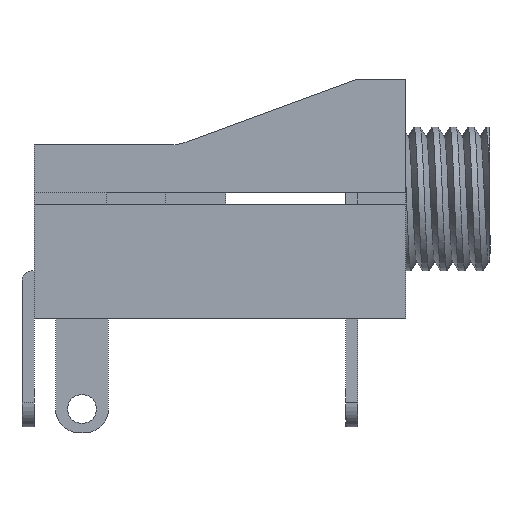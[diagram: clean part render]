
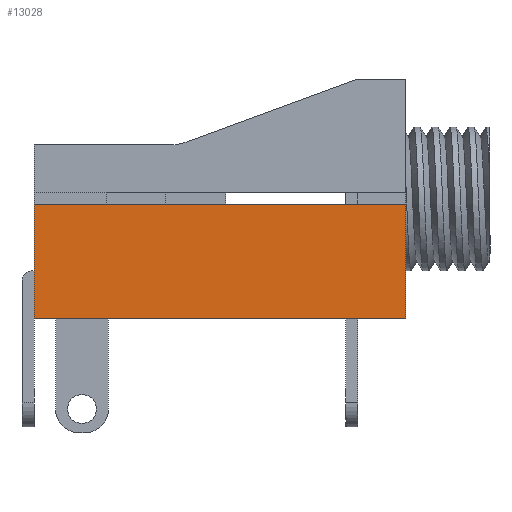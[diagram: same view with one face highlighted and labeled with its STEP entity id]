
A CAD part, left-side view. The second image highlights one B-rep face of the part: STEP entity #13028.
In plain terms, the highlighted planar face has unit normal (-1, 0, 0).
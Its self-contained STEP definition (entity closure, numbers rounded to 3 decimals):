
#10393 = PLANE('',#10394);
#10394 = AXIS2_PLACEMENT_3D('',#10395,#10396,#10397);
#10395 = CARTESIAN_POINT('',(-5.,10.,4.75));
#10396 = DIRECTION('',(-1.,0.,0.));
#10397 = DIRECTION('',(0.,1.,0.));
#10590 = PLANE('',#10591);
#10591 = AXIS2_PLACEMENT_3D('',#10592,#10593,#10594);
#10592 = CARTESIAN_POINT('',(-5.,15.5,0.));
#10593 = DIRECTION('',(0.,1.,0.));
#10594 = DIRECTION('',(1.,0.,0.));
#10689 = PLANE('',#10690);
#10690 = AXIS2_PLACEMENT_3D('',#10691,#10692,#10693);
#10691 = CARTESIAN_POINT('',(0.,7.75,0.));
#10692 = DIRECTION('',(-0.,-0.,-1.));
#10693 = DIRECTION('',(-1.,0.,0.));
#10802 = PLANE('',#10803);
#10803 = AXIS2_PLACEMENT_3D('',#10804,#10805,#10806);
#10804 = CARTESIAN_POINT('',(5.,0.,0.));
#10805 = DIRECTION('',(0.,-1.,0.));
#10806 = DIRECTION('',(-1.,0.,0.));
#11602 = VERTEX_POINT('',#11603);
#11603 = CARTESIAN_POINT('',(-5.,10.,4.75));
#11626 = VERTEX_POINT('',#11627);
#11627 = CARTESIAN_POINT('',(-5.,12.5,4.75));
#11648 = EDGE_CURVE('',#11602,#11626,#11649,.T.);
#11649 = SURFACE_CURVE('',#11650,(#11654,#11661),.PCURVE_S1.);
#11650 = LINE('',#11651,#11652);
#11651 = CARTESIAN_POINT('',(-5.,10.,4.75));
#11652 = VECTOR('',#11653,1.);
#11653 = DIRECTION('',(0.,1.,0.));
#11654 = PCURVE('',#10393,#11655);
#11655 = DEFINITIONAL_REPRESENTATION('',(#11656),#11660);
#11656 = LINE('',#11657,#11658);
#11657 = CARTESIAN_POINT('',(0.,0.));
#11658 = VECTOR('',#11659,1.);
#11659 = DIRECTION('',(1.,0.));
#11660 = ( GEOMETRIC_REPRESENTATION_CONTEXT(2) 
PARAMETRIC_REPRESENTATION_CONTEXT() REPRESENTATION_CONTEXT('2D SPACE',''
  ) );
#11661 = PCURVE('',#11662,#11667);
#11662 = PLANE('',#11663);
#11663 = AXIS2_PLACEMENT_3D('',#11664,#11665,#11666);
#11664 = CARTESIAN_POINT('',(-5.,0.,0.));
#11665 = DIRECTION('',(-1.,0.,0.));
#11666 = DIRECTION('',(0.,1.,0.));
#11667 = DEFINITIONAL_REPRESENTATION('',(#11668),#11672);
#11668 = LINE('',#11669,#11670);
#11669 = CARTESIAN_POINT('',(10.,-4.75));
#11670 = VECTOR('',#11671,1.);
#11671 = DIRECTION('',(1.,0.));
#11672 = ( GEOMETRIC_REPRESENTATION_CONTEXT(2) 
PARAMETRIC_REPRESENTATION_CONTEXT() REPRESENTATION_CONTEXT('2D SPACE',''
  ) );
#11726 = VERTEX_POINT('',#11727);
#11727 = CARTESIAN_POINT('',(-5.,15.5,0.));
#11748 = EDGE_CURVE('',#11726,#11749,#11751,.T.);
#11749 = VERTEX_POINT('',#11750);
#11750 = CARTESIAN_POINT('',(-5.,15.5,4.75));
#11751 = SURFACE_CURVE('',#11752,(#11756,#11763),.PCURVE_S1.);
#11752 = LINE('',#11753,#11754);
#11753 = CARTESIAN_POINT('',(-5.,15.5,0.));
#11754 = VECTOR('',#11755,1.);
#11755 = DIRECTION('',(0.,0.,1.));
#11756 = PCURVE('',#10590,#11757);
#11757 = DEFINITIONAL_REPRESENTATION('',(#11758),#11762);
#11758 = LINE('',#11759,#11760);
#11759 = CARTESIAN_POINT('',(0.,0.));
#11760 = VECTOR('',#11761,1.);
#11761 = DIRECTION('',(0.,-1.));
#11762 = ( GEOMETRIC_REPRESENTATION_CONTEXT(2) 
PARAMETRIC_REPRESENTATION_CONTEXT() REPRESENTATION_CONTEXT('2D SPACE',''
  ) );
#11763 = PCURVE('',#11662,#11764);
#11764 = DEFINITIONAL_REPRESENTATION('',(#11765),#11769);
#11765 = LINE('',#11766,#11767);
#11766 = CARTESIAN_POINT('',(15.5,0.));
#11767 = VECTOR('',#11768,1.);
#11768 = DIRECTION('',(0.,-1.));
#11769 = ( GEOMETRIC_REPRESENTATION_CONTEXT(2) 
PARAMETRIC_REPRESENTATION_CONTEXT() REPRESENTATION_CONTEXT('2D SPACE',''
  ) );
#11787 = PLANE('',#11788);
#11788 = AXIS2_PLACEMENT_3D('',#11789,#11790,#11791);
#11789 = CARTESIAN_POINT('',(0.,7.75,4.75));
#11790 = DIRECTION('',(-0.,-0.,-1.));
#11791 = DIRECTION('',(-1.,0.,0.));
#12210 = EDGE_CURVE('',#12211,#11726,#12213,.T.);
#12211 = VERTEX_POINT('',#12212);
#12212 = CARTESIAN_POINT('',(-5.,0.,0.));
#12213 = SURFACE_CURVE('',#12214,(#12218,#12225),.PCURVE_S1.);
#12214 = LINE('',#12215,#12216);
#12215 = CARTESIAN_POINT('',(-5.,0.,0.));
#12216 = VECTOR('',#12217,1.);
#12217 = DIRECTION('',(0.,1.,0.));
#12218 = PCURVE('',#10689,#12219);
#12219 = DEFINITIONAL_REPRESENTATION('',(#12220),#12224);
#12220 = LINE('',#12221,#12222);
#12221 = CARTESIAN_POINT('',(5.,-7.75));
#12222 = VECTOR('',#12223,1.);
#12223 = DIRECTION('',(0.,1.));
#12224 = ( GEOMETRIC_REPRESENTATION_CONTEXT(2) 
PARAMETRIC_REPRESENTATION_CONTEXT() REPRESENTATION_CONTEXT('2D SPACE',''
  ) );
#12225 = PCURVE('',#11662,#12226);
#12226 = DEFINITIONAL_REPRESENTATION('',(#12227),#12231);
#12227 = LINE('',#12228,#12229);
#12228 = CARTESIAN_POINT('',(0.,0.));
#12229 = VECTOR('',#12230,1.);
#12230 = DIRECTION('',(1.,0.));
#12231 = ( GEOMETRIC_REPRESENTATION_CONTEXT(2) 
PARAMETRIC_REPRESENTATION_CONTEXT() REPRESENTATION_CONTEXT('2D SPACE',''
  ) );
#12378 = PLANE('',#12379);
#12379 = AXIS2_PLACEMENT_3D('',#12380,#12381,#12382);
#12380 = CARTESIAN_POINT('',(0.,7.75,4.75));
#12381 = DIRECTION('',(-0.,-0.,-1.));
#12382 = DIRECTION('',(-1.,0.,0.));
#12451 = VERTEX_POINT('',#12452);
#12452 = CARTESIAN_POINT('',(-5.,0.,4.75));
#12473 = EDGE_CURVE('',#12211,#12451,#12474,.T.);
#12474 = SURFACE_CURVE('',#12475,(#12479,#12486),.PCURVE_S1.);
#12475 = LINE('',#12476,#12477);
#12476 = CARTESIAN_POINT('',(-5.,0.,0.));
#12477 = VECTOR('',#12478,1.);
#12478 = DIRECTION('',(0.,0.,1.));
#12479 = PCURVE('',#10802,#12480);
#12480 = DEFINITIONAL_REPRESENTATION('',(#12481),#12485);
#12481 = LINE('',#12482,#12483);
#12482 = CARTESIAN_POINT('',(10.,0.));
#12483 = VECTOR('',#12484,1.);
#12484 = DIRECTION('',(0.,-1.));
#12485 = ( GEOMETRIC_REPRESENTATION_CONTEXT(2) 
PARAMETRIC_REPRESENTATION_CONTEXT() REPRESENTATION_CONTEXT('2D SPACE',''
  ) );
#12486 = PCURVE('',#11662,#12487);
#12487 = DEFINITIONAL_REPRESENTATION('',(#12488),#12492);
#12488 = LINE('',#12489,#12490);
#12489 = CARTESIAN_POINT('',(0.,0.));
#12490 = VECTOR('',#12491,1.);
#12491 = DIRECTION('',(0.,-1.));
#12492 = ( GEOMETRIC_REPRESENTATION_CONTEXT(2) 
PARAMETRIC_REPRESENTATION_CONTEXT() REPRESENTATION_CONTEXT('2D SPACE',''
  ) );
#13028 = ADVANCED_FACE('',(#13029),#11662,.T.);
#13029 = FACE_BOUND('',#13030,.T.);
#13030 = EDGE_LOOP('',(#13031,#13032,#13053,#13054,#13075,#13076));
#13031 = ORIENTED_EDGE('',*,*,#12473,.T.);
#13032 = ORIENTED_EDGE('',*,*,#13033,.T.);
#13033 = EDGE_CURVE('',#12451,#11602,#13034,.T.);
#13034 = SURFACE_CURVE('',#13035,(#13039,#13046),.PCURVE_S1.);
#13035 = LINE('',#13036,#13037);
#13036 = CARTESIAN_POINT('',(-5.,0.,4.75));
#13037 = VECTOR('',#13038,1.);
#13038 = DIRECTION('',(0.,1.,0.));
#13039 = PCURVE('',#11662,#13040);
#13040 = DEFINITIONAL_REPRESENTATION('',(#13041),#13045);
#13041 = LINE('',#13042,#13043);
#13042 = CARTESIAN_POINT('',(0.,-4.75));
#13043 = VECTOR('',#13044,1.);
#13044 = DIRECTION('',(1.,0.));
#13045 = ( GEOMETRIC_REPRESENTATION_CONTEXT(2) 
PARAMETRIC_REPRESENTATION_CONTEXT() REPRESENTATION_CONTEXT('2D SPACE',''
  ) );
#13046 = PCURVE('',#12378,#13047);
#13047 = DEFINITIONAL_REPRESENTATION('',(#13048),#13052);
#13048 = LINE('',#13049,#13050);
#13049 = CARTESIAN_POINT('',(5.,-7.75));
#13050 = VECTOR('',#13051,1.);
#13051 = DIRECTION('',(0.,1.));
#13052 = ( GEOMETRIC_REPRESENTATION_CONTEXT(2) 
PARAMETRIC_REPRESENTATION_CONTEXT() REPRESENTATION_CONTEXT('2D SPACE',''
  ) );
#13053 = ORIENTED_EDGE('',*,*,#11648,.T.);
#13054 = ORIENTED_EDGE('',*,*,#13055,.T.);
#13055 = EDGE_CURVE('',#11626,#11749,#13056,.T.);
#13056 = SURFACE_CURVE('',#13057,(#13061,#13068),.PCURVE_S1.);
#13057 = LINE('',#13058,#13059);
#13058 = CARTESIAN_POINT('',(-5.,0.,4.75));
#13059 = VECTOR('',#13060,1.);
#13060 = DIRECTION('',(0.,1.,0.));
#13061 = PCURVE('',#11662,#13062);
#13062 = DEFINITIONAL_REPRESENTATION('',(#13063),#13067);
#13063 = LINE('',#13064,#13065);
#13064 = CARTESIAN_POINT('',(0.,-4.75));
#13065 = VECTOR('',#13066,1.);
#13066 = DIRECTION('',(1.,0.));
#13067 = ( GEOMETRIC_REPRESENTATION_CONTEXT(2) 
PARAMETRIC_REPRESENTATION_CONTEXT() REPRESENTATION_CONTEXT('2D SPACE',''
  ) );
#13068 = PCURVE('',#11787,#13069);
#13069 = DEFINITIONAL_REPRESENTATION('',(#13070),#13074);
#13070 = LINE('',#13071,#13072);
#13071 = CARTESIAN_POINT('',(5.,-7.75));
#13072 = VECTOR('',#13073,1.);
#13073 = DIRECTION('',(0.,1.));
#13074 = ( GEOMETRIC_REPRESENTATION_CONTEXT(2) 
PARAMETRIC_REPRESENTATION_CONTEXT() REPRESENTATION_CONTEXT('2D SPACE',''
  ) );
#13075 = ORIENTED_EDGE('',*,*,#11748,.F.);
#13076 = ORIENTED_EDGE('',*,*,#12210,.F.);
